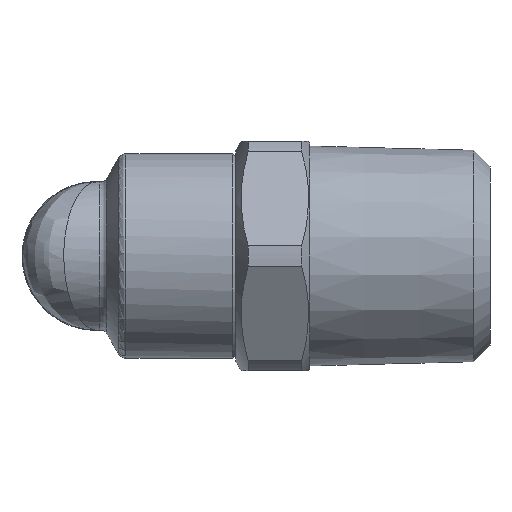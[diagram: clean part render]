
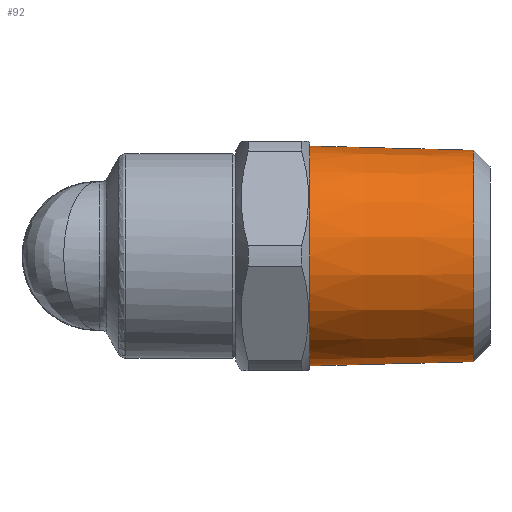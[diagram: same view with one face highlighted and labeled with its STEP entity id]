
A CAD part, left-side view. The second image highlights one B-rep face of the part: STEP entity #92.
In plain terms, the highlighted conical face has half-angle 1.47 degrees and reference radius 6.707 mm.
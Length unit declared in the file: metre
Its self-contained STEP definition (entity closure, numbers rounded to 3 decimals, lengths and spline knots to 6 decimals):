
#92 = ADVANCED_FACE( 'NONE', ( #226, #227 ), #228, .T. );
#226 = FACE_OUTER_BOUND( '', #440, .T. );
#227 = FACE_BOUND( '', #441, .T. );
#228 = CONICAL_SURFACE( '', #442, 0.006707, 0.026 );
#440 = EDGE_LOOP( '', ( #931 ) );
#441 = EDGE_LOOP( '', ( #932 ) );
#442 = AXIS2_PLACEMENT_3D( '', #933, #934, #935 );
#931 = ORIENTED_EDGE( '', *, *, #1291, .T. );
#932 = ORIENTED_EDGE( '', *, *, #1292, .F. );
#933 = CARTESIAN_POINT( '', ( 0., -0.013, 0. ) );
#934 = DIRECTION( '', ( 0., 1., 0. ) );
#935 = DIRECTION( '', ( 0., 0., 1. ) );
#1291 = EDGE_CURVE( 'NONE', #1463, #1463, #1464, .T. );
#1292 = EDGE_CURVE( 'NONE', #1465, #1465, #1466, .T. );
#1463 = VERTEX_POINT( '', #1767 );
#1464 = CIRCLE( '', #1768, 0.006707 );
#1465 = VERTEX_POINT( '', #1769 );
#1466 = CIRCLE( '', #1770, 0.00645 );
#1767 = CARTESIAN_POINT( '', ( 0., -0.013, -0.006707 ) );
#1768 = AXIS2_PLACEMENT_3D( '', #2250, #2251, #2252 );
#1769 = CARTESIAN_POINT( '', ( 0., -0.023, -0.00645 ) );
#1770 = AXIS2_PLACEMENT_3D( '', #2253, #2254, #2255 );
#2250 = CARTESIAN_POINT( '', ( 0., -0.013, 0. ) );
#2251 = DIRECTION( '', ( 0., -1., 0. ) );
#2252 = DIRECTION( '', ( 0., 0., -1. ) );
#2253 = CARTESIAN_POINT( '', ( 0., -0.023, 0. ) );
#2254 = DIRECTION( '', ( 0., -1., 0. ) );
#2255 = DIRECTION( '', ( 0., 0., -1. ) );
